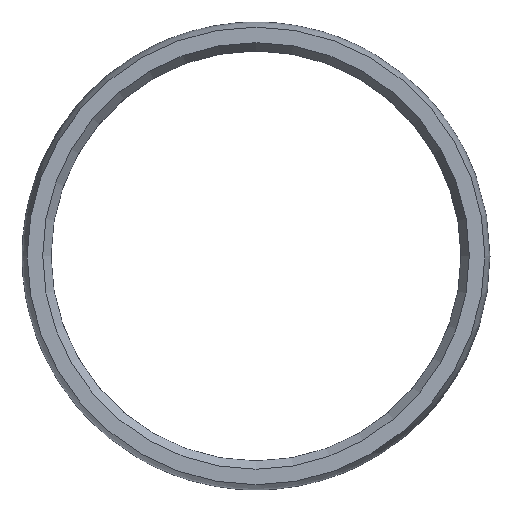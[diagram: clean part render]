
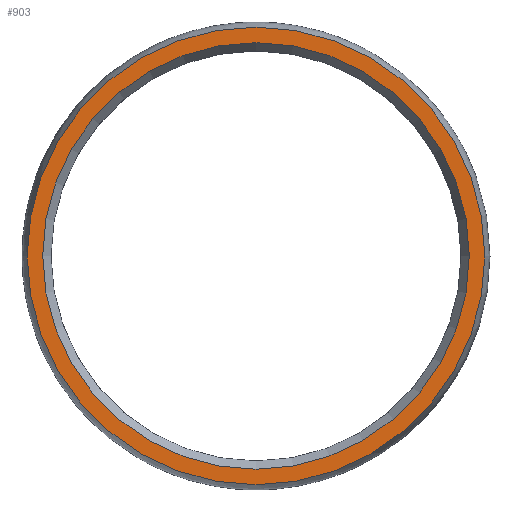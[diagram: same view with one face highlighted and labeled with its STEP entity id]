
A CAD part, top view. The second image highlights one B-rep face of the part: STEP entity #903.
In plain terms, the highlighted planar face has unit normal (0, 0, 1).
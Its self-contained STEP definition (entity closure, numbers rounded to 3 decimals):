
#15=FACE_BOUND('',#162,.T.);
#34=PLANE('',#959);
#51=CIRCLE('',#948,11.05);
#52=CIRCLE('',#958,10.3);
#109=FACE_OUTER_BOUND('',#161,.T.);
#161=EDGE_LOOP('',(#822));
#162=EDGE_LOOP('',(#823));
#414=VERTEX_POINT('',#2019);
#415=VERTEX_POINT('',#2038);
#542=EDGE_CURVE('',#414,#414,#51,.T.);
#551=EDGE_CURVE('',#415,#415,#52,.T.);
#822=ORIENTED_EDGE('',*,*,#542,.F.);
#823=ORIENTED_EDGE('',*,*,#551,.T.);
#903=ADVANCED_FACE('',(#109,#15),#34,.T.);
#948=AXIS2_PLACEMENT_3D('',#2021,#1064,#1065);
#958=AXIS2_PLACEMENT_3D('',#2040,#1092,#1093);
#959=AXIS2_PLACEMENT_3D('',#2041,#1094,#1095);
#1064=DIRECTION('center_axis',(0.,0.,-1.));
#1065=DIRECTION('ref_axis',(1.,0.,0.));
#1092=DIRECTION('center_axis',(0.,0.,-1.));
#1093=DIRECTION('ref_axis',(1.,0.,0.));
#1094=DIRECTION('center_axis',(0.,0.,1.));
#1095=DIRECTION('ref_axis',(1.,0.,0.));
#2019=CARTESIAN_POINT('',(20.95,0.,3.));
#2021=CARTESIAN_POINT('Origin',(9.9,0.,3.));
#2038=CARTESIAN_POINT('',(20.2,0.,3.));
#2040=CARTESIAN_POINT('Origin',(9.9,0.,3.));
#2041=CARTESIAN_POINT('Origin',(-1.15,0.,3.));
